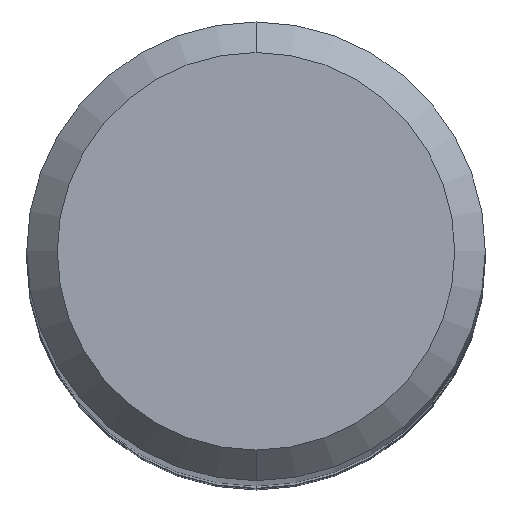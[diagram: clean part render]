
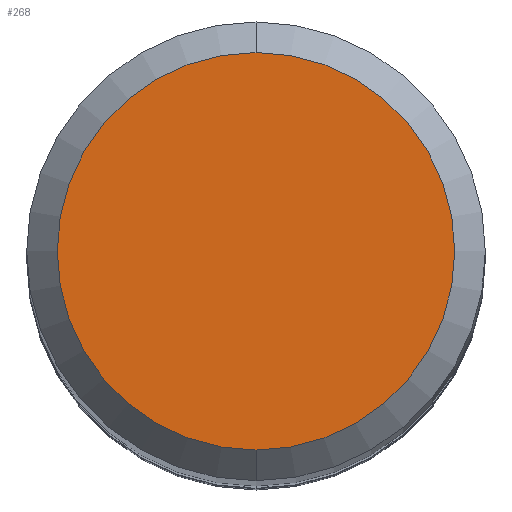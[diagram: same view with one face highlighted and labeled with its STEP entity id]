
A CAD part, top view. The second image highlights one B-rep face of the part: STEP entity #268.
In plain terms, the highlighted planar face has unit normal (0, 0, 1).
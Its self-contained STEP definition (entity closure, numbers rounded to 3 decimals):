
#202=EDGE_CURVE('',#238,#270,#516,.T.);
#238=VERTEX_POINT('',#553);
#268=ADVANCED_FACE('',(#587),#588,.T.);
#270=VERTEX_POINT('',#590);
#336=EDGE_CURVE('',#270,#238,#664,.T.);
#516=CIRCLE('',#868,2.6);
#553=CARTESIAN_POINT('',(0.0,2.6,0.0));
#587=FACE_OUTER_BOUND('',#1029,.T.);
#588=PLANE('',#1030);
#590=CARTESIAN_POINT('',(0.,-2.6,0.0));
#664=CIRCLE('',#1199,2.6);
#868=AXIS2_PLACEMENT_3D('',#1488,#1489,#1490);
#1029=EDGE_LOOP('',(#1556,#1557));
#1030=AXIS2_PLACEMENT_3D('',#1558,#1559,#1560);
#1199=AXIS2_PLACEMENT_3D('',#1642,#1643,#1644);
#1488=CARTESIAN_POINT('',(0.0,0.0,0.0));
#1489=DIRECTION('',(0.0,0.0,-1.0));
#1490=DIRECTION('',(0.0,1.0,0.0));
#1556=ORIENTED_EDGE('',*,*,#202,.F.);
#1557=ORIENTED_EDGE('',*,*,#336,.F.);
#1558=CARTESIAN_POINT('',(0.0,1.3,0.0));
#1559=DIRECTION('',(-0.0,0.0,1.0));
#1560=DIRECTION('',(0.0,-1.0,0.0));
#1642=CARTESIAN_POINT('',(0.0,0.0,0.0));
#1643=DIRECTION('',(0.0,0.0,-1.0));
#1644=DIRECTION('',(0.0,1.0,0.0));
